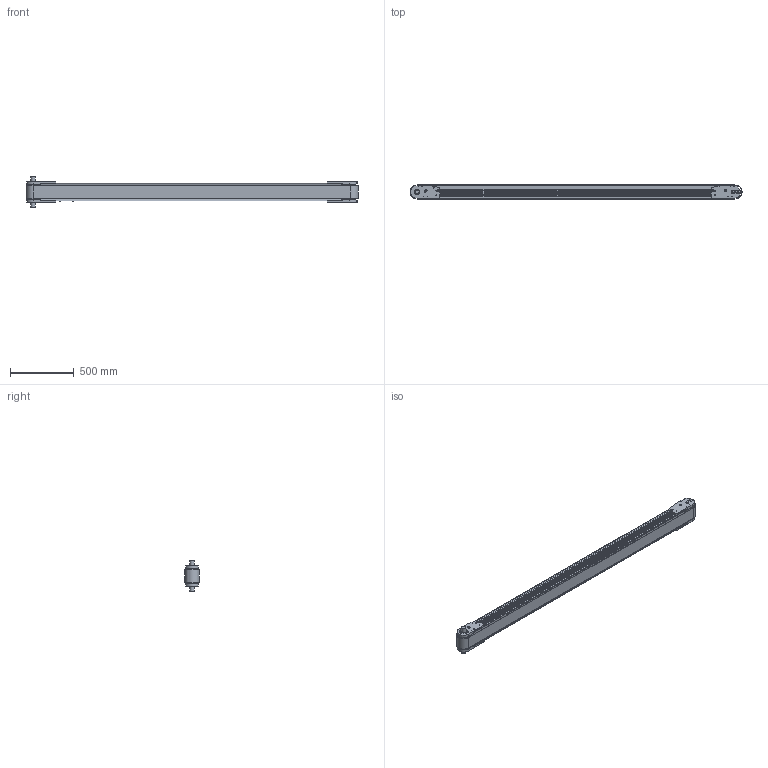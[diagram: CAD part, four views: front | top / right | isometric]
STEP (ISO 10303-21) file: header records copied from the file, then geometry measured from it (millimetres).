
FILE_DESCRIPTION(/* description */ (''),/* implementation_level */ '2;1');
FILE_NAME(/* name */ 'E0157855.stp',/* time_stamp */ '2023-03-09T16:39:26+01:00',/* author */ ('dk'),/* organization */ (''),/* preprocessor_version */ 'ST-DEVELOPER v18.1',/* originating_system */ 'Autodesk Inventor 2021',/* authorisation */ '');
FILE_SCHEMA (('AUTOMOTIVE_DESIGN { 1 0 10303 214 3 1 1 }'));
Length unit declared in the file: millimetre
Products named in the file (1): Part2
Bounding box: 2610.41 x 110.51 x 240 mm (x, y, z)
Volume: 11286503.5 mm3; surface area: 5345815.7 mm2
Topology: 4 solids, 4 shells, 1273 faces, 5134 edges, 3930 vertices
Faces by surface type: plane 802, cylinder 267, torus 106, cone 66, sphere 32
Full cylindrical faces by diameter (mm): 2 x4, 2.5 x6, 4 x2, 4.917 x20, 6.647 x8, 6.75 x2, 7 x2, 8 x2, 8.376 x8, 10 x12, 10.5 x8, 16 x10, 18 x8, 33 x2, 35 x10, 37 x2, 38 x1, 46.84 x8, 60.16 x8, 67 x2, 72 x6
Entity records: 60485 total; most frequent: CARTESIAN_POINT 16924, ORIENTED_EDGE 10112, DIRECTION 7274, EDGE_CURVE 5056, VERTEX_POINT 3930, LINE 2758, VECTOR 2758, AXIS2_PLACEMENT_3D 2258
